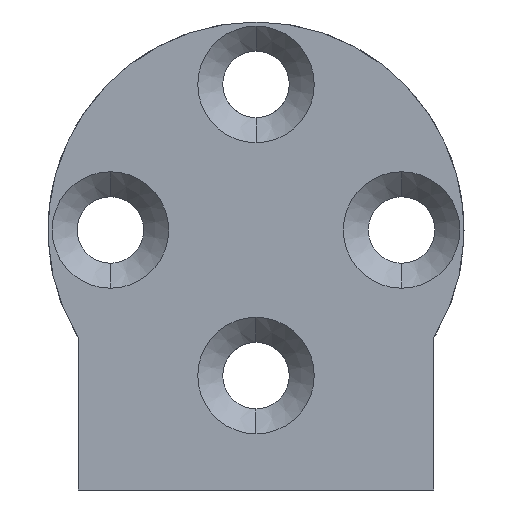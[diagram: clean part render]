
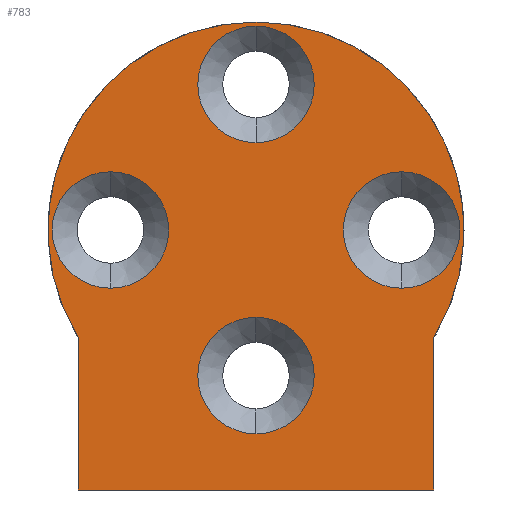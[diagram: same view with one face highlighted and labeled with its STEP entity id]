
A CAD part, left-side view. The second image highlights one B-rep face of the part: STEP entity #783.
In plain terms, the highlighted planar face has unit normal (-1, 0, 0).
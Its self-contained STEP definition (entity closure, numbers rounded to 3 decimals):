
#27 = LINE ( 'NONE', #346, #86 ) ;
#34 = VERTEX_POINT ( 'NONE', #915 ) ;
#36 = VERTEX_POINT ( 'NONE', #1114 ) ;
#58 = ORIENTED_EDGE ( 'NONE', *, *, #1252, .T. ) ;
#63 = VERTEX_POINT ( 'NONE', #1875 ) ;
#76 = VERTEX_POINT ( 'NONE', #107 ) ;
#86 = VECTOR ( 'NONE', #1821, 1000. ) ;
#87 = DIRECTION ( 'NONE',  ( 0., 0., -1. ) ) ;
#107 = CARTESIAN_POINT ( 'NONE',  ( -0.009, 0., 4.2 ) ) ;
#120 = AXIS2_PLACEMENT_3D ( 'NONE', #1207, #464, #1059 ) ;
#121 = AXIS2_PLACEMENT_3D ( 'NONE', #573, #1476, #150 ) ;
#150 = DIRECTION ( 'NONE',  ( 0., 0., -1. ) ) ;
#167 = CIRCLE ( 'NONE', #655, 10. ) ;
#184 = CARTESIAN_POINT ( 'NONE',  ( -0.009, -7., 2.8 ) ) ;
#185 = DIRECTION ( 'NONE',  ( 0., -1., 0. ) ) ;
#187 = AXIS2_PLACEMENT_3D ( 'NONE', #202, #1363, #1801 ) ;
#198 = VERTEX_POINT ( 'NONE', #1610 ) ;
#202 = CARTESIAN_POINT ( 'NONE',  ( -0.009, 0., 0. ) ) ;
#281 = CARTESIAN_POINT ( 'NONE',  ( -0.009, 7., -2.8 ) ) ;
#293 = EDGE_LOOP ( 'NONE', ( #1654, #1116 ) ) ;
#307 = CARTESIAN_POINT ( 'NONE',  ( -0.009, 7., 0. ) ) ;
#316 = ORIENTED_EDGE ( 'NONE', *, *, #1260, .T. ) ;
#317 = FACE_OUTER_BOUND ( 'NONE', #1546, .T. ) ;
#325 = EDGE_CURVE ( 'NONE', #1090, #36, #27, .T. ) ;
#346 = CARTESIAN_POINT ( 'NONE',  ( -0.009, 8.55, 0. ) ) ;
#361 = CARTESIAN_POINT ( 'NONE',  ( -0.009, 0., 7. ) ) ;
#396 = CIRCLE ( 'NONE', #1892, 2.8 ) ;
#397 = ORIENTED_EDGE ( 'NONE', *, *, #837, .T. ) ;
#415 = VERTEX_POINT ( 'NONE', #184 ) ;
#422 = CARTESIAN_POINT ( 'NONE',  ( -0.009, 0., 7. ) ) ;
#425 = ORIENTED_EDGE ( 'NONE', *, *, #983, .T. ) ;
#434 = ORIENTED_EDGE ( 'NONE', *, *, #1665, .T. ) ;
#438 = DIRECTION ( 'NONE',  ( -1., 0., 0. ) ) ;
#464 = DIRECTION ( 'NONE',  ( 1., 0., 0. ) ) ;
#467 = CARTESIAN_POINT ( 'NONE',  ( -0.009, 0., 0. ) ) ;
#503 = DIRECTION ( 'NONE',  ( 1., 0., 0. ) ) ;
#519 = CIRCLE ( 'NONE', #767, 10. ) ;
#548 = VERTEX_POINT ( 'NONE', #1403 ) ;
#573 = CARTESIAN_POINT ( 'NONE',  ( -0.009, -7., 0. ) ) ;
#581 = CIRCLE ( 'NONE', #825, 2.8 ) ;
#590 = CARTESIAN_POINT ( 'NONE',  ( -0.009, 8.55, -5.186 ) ) ;
#599 = DIRECTION ( 'NONE',  ( 1., 0., 0. ) ) ;
#607 = EDGE_CURVE ( 'NONE', #415, #63, #1080, .T. ) ;
#611 = VERTEX_POINT ( 'NONE', #1751 ) ;
#614 = CIRCLE ( 'NONE', #827, 2.8 ) ;
#619 = AXIS2_PLACEMENT_3D ( 'NONE', #1359, #599, #1196 ) ;
#633 = FACE_BOUND ( 'NONE', #704, .T. ) ;
#655 = AXIS2_PLACEMENT_3D ( 'NONE', #879, #438, #1169 ) ;
#678 = VERTEX_POINT ( 'NONE', #281 ) ;
#679 = EDGE_CURVE ( 'NONE', #34, #678, #614, .T. ) ;
#693 = CARTESIAN_POINT ( 'NONE',  ( -0.009, -8.55, 0. ) ) ;
#704 = EDGE_LOOP ( 'NONE', ( #425, #397 ) ) ;
#719 = DIRECTION ( 'NONE',  ( 0., 0., -1. ) ) ;
#761 = ORIENTED_EDGE ( 'NONE', *, *, #1329, .T. ) ;
#767 = AXIS2_PLACEMENT_3D ( 'NONE', #467, #1078, #1052 ) ;
#783 = ADVANCED_FACE ( 'NONE', ( #633, #938, #1818, #1534, #317 ), #1225, .F. ) ;
#784 = EDGE_CURVE ( 'NONE', #198, #1090, #519, .T. ) ;
#802 = DIRECTION ( 'NONE',  ( 0., 0., -1. ) ) ;
#808 = LINE ( 'NONE', #914, #868 ) ;
#825 = AXIS2_PLACEMENT_3D ( 'NONE', #1426, #503, #802 ) ;
#827 = AXIS2_PLACEMENT_3D ( 'NONE', #307, #862, #719 ) ;
#837 = EDGE_CURVE ( 'NONE', #76, #611, #1672, .T. ) ;
#862 = DIRECTION ( 'NONE',  ( 1., 0., 0. ) ) ;
#868 = VECTOR ( 'NONE', #185, 1000. ) ;
#879 = CARTESIAN_POINT ( 'NONE',  ( -0.009, 0., 0. ) ) ;
#914 = CARTESIAN_POINT ( 'NONE',  ( -0.009, -8.55, -12.5 ) ) ;
#915 = CARTESIAN_POINT ( 'NONE',  ( -0.009, 7., 2.8 ) ) ;
#938 = FACE_BOUND ( 'NONE', #293, .T. ) ;
#943 = DIRECTION ( 'NONE',  ( 1., 0., 0. ) ) ;
#948 = CIRCLE ( 'NONE', #120, 2.8 ) ;
#967 = LINE ( 'NONE', #693, #1525 ) ;
#983 = EDGE_CURVE ( 'NONE', #611, #76, #396, .T. ) ;
#984 = AXIS2_PLACEMENT_3D ( 'NONE', #361, #1136, #1276 ) ;
#1016 = AXIS2_PLACEMENT_3D ( 'NONE', #1262, #943, #87 ) ;
#1019 = DIRECTION ( 'NONE',  ( 0., 0., -1. ) ) ;
#1052 = DIRECTION ( 'NONE',  ( 0., 0., -1. ) ) ;
#1059 = DIRECTION ( 'NONE',  ( 0., 0., -1. ) ) ;
#1078 = DIRECTION ( 'NONE',  ( -1., 0., 0. ) ) ;
#1080 = CIRCLE ( 'NONE', #121, 2.8 ) ;
#1090 = VERTEX_POINT ( 'NONE', #590 ) ;
#1114 = CARTESIAN_POINT ( 'NONE',  ( -0.009, 8.55, -12.5 ) ) ;
#1116 = ORIENTED_EDGE ( 'NONE', *, *, #1294, .T. ) ;
#1136 = DIRECTION ( 'NONE',  ( 1., 0., 0. ) ) ;
#1169 = DIRECTION ( 'NONE',  ( 0., 0., -1. ) ) ;
#1184 = ORIENTED_EDGE ( 'NONE', *, *, #784, .T. ) ;
#1196 = DIRECTION ( 'NONE',  ( 0., 0., -1. ) ) ;
#1207 = CARTESIAN_POINT ( 'NONE',  ( -0.009, 0., -7. ) ) ;
#1225 = PLANE ( 'NONE',  #187 ) ;
#1226 = EDGE_LOOP ( 'NONE', ( #1425, #58 ) ) ;
#1252 = EDGE_CURVE ( 'NONE', #63, #415, #1762, .T. ) ;
#1260 = EDGE_CURVE ( 'NONE', #1835, #1437, #948, .T. ) ;
#1262 = CARTESIAN_POINT ( 'NONE',  ( -0.009, 7., 0. ) ) ;
#1276 = DIRECTION ( 'NONE',  ( 0., 0., -1. ) ) ;
#1287 = DIRECTION ( 'NONE',  ( 0., 0., 1. ) ) ;
#1294 = EDGE_CURVE ( 'NONE', #678, #34, #1857, .T. ) ;
#1329 = EDGE_CURVE ( 'NONE', #1437, #1835, #581, .T. ) ;
#1340 = ORIENTED_EDGE ( 'NONE', *, *, #1909, .T. ) ;
#1343 = ORIENTED_EDGE ( 'NONE', *, *, #325, .T. ) ;
#1359 = CARTESIAN_POINT ( 'NONE',  ( -0.009, -7., 0. ) ) ;
#1363 = DIRECTION ( 'NONE',  ( 1., 0., 0. ) ) ;
#1403 = CARTESIAN_POINT ( 'NONE',  ( -0.009, -8.55, -5.186 ) ) ;
#1425 = ORIENTED_EDGE ( 'NONE', *, *, #607, .T. ) ;
#1426 = CARTESIAN_POINT ( 'NONE',  ( -0.009, 0., -7. ) ) ;
#1437 = VERTEX_POINT ( 'NONE', #1899 ) ;
#1474 = DIRECTION ( 'NONE',  ( 1., 0., 0. ) ) ;
#1476 = DIRECTION ( 'NONE',  ( 1., 0., 0. ) ) ;
#1489 = ORIENTED_EDGE ( 'NONE', *, *, #1747, .T. ) ;
#1525 = VECTOR ( 'NONE', #1287, 1000. ) ;
#1534 = FACE_BOUND ( 'NONE', #1226, .T. ) ;
#1546 = EDGE_LOOP ( 'NONE', ( #1489, #1340, #1184, #1343, #434 ) ) ;
#1610 = CARTESIAN_POINT ( 'NONE',  ( -0.009, 0., 10. ) ) ;
#1635 = VERTEX_POINT ( 'NONE', #1804 ) ;
#1654 = ORIENTED_EDGE ( 'NONE', *, *, #679, .T. ) ;
#1665 = EDGE_CURVE ( 'NONE', #36, #1635, #808, .T. ) ;
#1672 = CIRCLE ( 'NONE', #984, 2.8 ) ;
#1746 = EDGE_LOOP ( 'NONE', ( #316, #761 ) ) ;
#1747 = EDGE_CURVE ( 'NONE', #1635, #548, #967, .T. ) ;
#1751 = CARTESIAN_POINT ( 'NONE',  ( -0.009, 0., 9.8 ) ) ;
#1762 = CIRCLE ( 'NONE', #619, 2.8 ) ;
#1801 = DIRECTION ( 'NONE',  ( 0., 0., -1. ) ) ;
#1804 = CARTESIAN_POINT ( 'NONE',  ( -0.009, -8.55, -12.5 ) ) ;
#1818 = FACE_BOUND ( 'NONE', #1746, .T. ) ;
#1821 = DIRECTION ( 'NONE',  ( 0., 0., -1. ) ) ;
#1835 = VERTEX_POINT ( 'NONE', #1903 ) ;
#1857 = CIRCLE ( 'NONE', #1016, 2.8 ) ;
#1875 = CARTESIAN_POINT ( 'NONE',  ( -0.009, -7., -2.8 ) ) ;
#1892 = AXIS2_PLACEMENT_3D ( 'NONE', #422, #1474, #1019 ) ;
#1899 = CARTESIAN_POINT ( 'NONE',  ( -0.009, 0., -9.8 ) ) ;
#1903 = CARTESIAN_POINT ( 'NONE',  ( -0.009, 0., -4.2 ) ) ;
#1909 = EDGE_CURVE ( 'NONE', #548, #198, #167, .T. ) ;
